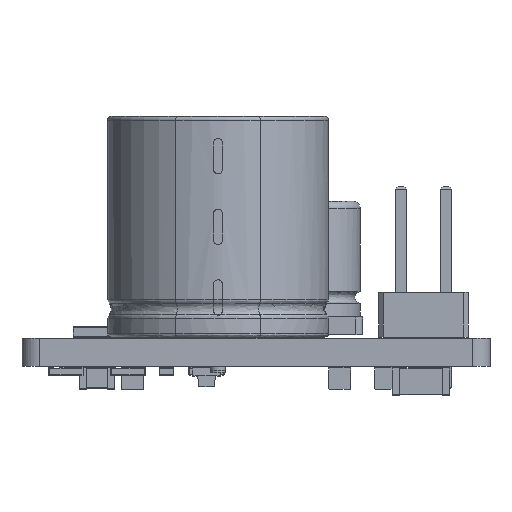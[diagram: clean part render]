
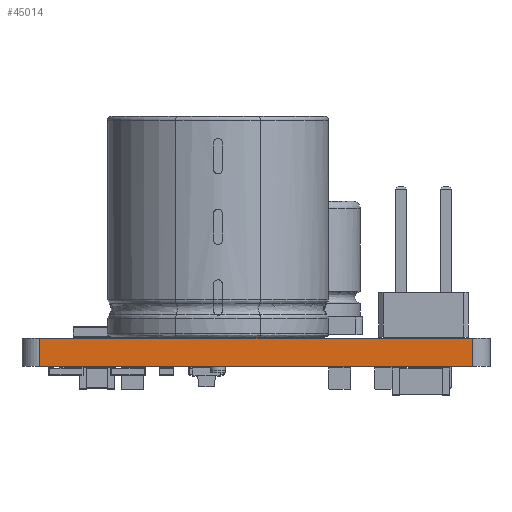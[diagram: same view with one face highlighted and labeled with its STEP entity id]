
A CAD part, left-side view. The second image highlights one B-rep face of the part: STEP entity #45014.
In plain terms, the highlighted planar face has unit normal (-1, 0, 0).
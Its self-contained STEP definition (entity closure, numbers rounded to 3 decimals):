
#43111 = CYLINDRICAL_SURFACE('',#43112,1.);
#43112 = AXIS2_PLACEMENT_3D('',#43113,#43114,#43115);
#43113 = CARTESIAN_POINT('',(121.,-78.,0.));
#43114 = DIRECTION('',(-0.,-0.,-1.));
#43115 = DIRECTION('',(1.,0.,-0.));
#43139 = PLANE('',#43140);
#43140 = AXIS2_PLACEMENT_3D('',#43141,#43142,#43143);
#43141 = CARTESIAN_POINT('',(142.375,-90.25,1.6));
#43142 = DIRECTION('',(-0.,-0.,-1.));
#43143 = DIRECTION('',(-1.,0.,0.));
#43193 = PLANE('',#43194);
#43194 = AXIS2_PLACEMENT_3D('',#43195,#43196,#43197);
#43195 = CARTESIAN_POINT('',(142.375,-90.25,0.));
#43196 = DIRECTION('',(-0.,-0.,-1.));
#43197 = DIRECTION('',(-1.,0.,0.));
#43210 = VERTEX_POINT('',#43211);
#43211 = CARTESIAN_POINT('',(120.,-78.,1.6));
#43237 = EDGE_CURVE('',#43238,#43210,#43240,.T.);
#43238 = VERTEX_POINT('',#43239);
#43239 = CARTESIAN_POINT('',(120.,-78.,0.));
#43240 = SURFACE_CURVE('',#43241,(#43245,#43252),.PCURVE_S1.);
#43241 = LINE('',#43242,#43243);
#43242 = CARTESIAN_POINT('',(120.,-78.,0.));
#43243 = VECTOR('',#43244,1.);
#43244 = DIRECTION('',(0.,0.,1.));
#43245 = PCURVE('',#43111,#43246);
#43246 = DEFINITIONAL_REPRESENTATION('',(#43247),#43251);
#43247 = LINE('',#43248,#43249);
#43248 = CARTESIAN_POINT('',(-3.142,0.));
#43249 = VECTOR('',#43250,1.);
#43250 = DIRECTION('',(-0.,-1.));
#43251 = ( GEOMETRIC_REPRESENTATION_CONTEXT(2) 
PARAMETRIC_REPRESENTATION_CONTEXT() REPRESENTATION_CONTEXT('2D SPACE',''
  ) );
#43252 = PCURVE('',#43253,#43258);
#43253 = PLANE('',#43254);
#43254 = AXIS2_PLACEMENT_3D('',#43255,#43256,#43257);
#43255 = CARTESIAN_POINT('',(120.,-102.5,0.));
#43256 = DIRECTION('',(-1.,0.,0.));
#43257 = DIRECTION('',(0.,1.,0.));
#43258 = DEFINITIONAL_REPRESENTATION('',(#43259),#43263);
#43259 = LINE('',#43260,#43261);
#43260 = CARTESIAN_POINT('',(24.5,0.));
#43261 = VECTOR('',#43262,1.);
#43262 = DIRECTION('',(0.,-1.));
#43263 = ( GEOMETRIC_REPRESENTATION_CONTEXT(2) 
PARAMETRIC_REPRESENTATION_CONTEXT() REPRESENTATION_CONTEXT('2D SPACE',''
  ) );
#43467 = VERTEX_POINT('',#43468);
#43468 = CARTESIAN_POINT('',(120.,-102.5,0.));
#43487 = CYLINDRICAL_SURFACE('',#43488,1.);
#43488 = AXIS2_PLACEMENT_3D('',#43489,#43490,#43491);
#43489 = CARTESIAN_POINT('',(121.,-102.5,0.));
#43490 = DIRECTION('',(-0.,-0.,-1.));
#43491 = DIRECTION('',(1.,0.,-0.));
#43499 = EDGE_CURVE('',#43467,#43238,#43500,.T.);
#43500 = SURFACE_CURVE('',#43501,(#43505,#43512),.PCURVE_S1.);
#43501 = LINE('',#43502,#43503);
#43502 = CARTESIAN_POINT('',(120.,-102.5,0.));
#43503 = VECTOR('',#43504,1.);
#43504 = DIRECTION('',(0.,1.,0.));
#43505 = PCURVE('',#43193,#43506);
#43506 = DEFINITIONAL_REPRESENTATION('',(#43507),#43511);
#43507 = LINE('',#43508,#43509);
#43508 = CARTESIAN_POINT('',(22.375,-12.25));
#43509 = VECTOR('',#43510,1.);
#43510 = DIRECTION('',(0.,1.));
#43511 = ( GEOMETRIC_REPRESENTATION_CONTEXT(2) 
PARAMETRIC_REPRESENTATION_CONTEXT() REPRESENTATION_CONTEXT('2D SPACE',''
  ) );
#43512 = PCURVE('',#43253,#43513);
#43513 = DEFINITIONAL_REPRESENTATION('',(#43514),#43518);
#43514 = LINE('',#43515,#43516);
#43515 = CARTESIAN_POINT('',(0.,0.));
#43516 = VECTOR('',#43517,1.);
#43517 = DIRECTION('',(1.,0.));
#43518 = ( GEOMETRIC_REPRESENTATION_CONTEXT(2) 
PARAMETRIC_REPRESENTATION_CONTEXT() REPRESENTATION_CONTEXT('2D SPACE',''
  ) );
#44336 = VERTEX_POINT('',#44337);
#44337 = CARTESIAN_POINT('',(120.,-102.5,1.6));
#44363 = EDGE_CURVE('',#44336,#43210,#44364,.T.);
#44364 = SURFACE_CURVE('',#44365,(#44369,#44376),.PCURVE_S1.);
#44365 = LINE('',#44366,#44367);
#44366 = CARTESIAN_POINT('',(120.,-102.5,1.6));
#44367 = VECTOR('',#44368,1.);
#44368 = DIRECTION('',(0.,1.,0.));
#44369 = PCURVE('',#43139,#44370);
#44370 = DEFINITIONAL_REPRESENTATION('',(#44371),#44375);
#44371 = LINE('',#44372,#44373);
#44372 = CARTESIAN_POINT('',(22.375,-12.25));
#44373 = VECTOR('',#44374,1.);
#44374 = DIRECTION('',(0.,1.));
#44375 = ( GEOMETRIC_REPRESENTATION_CONTEXT(2) 
PARAMETRIC_REPRESENTATION_CONTEXT() REPRESENTATION_CONTEXT('2D SPACE',''
  ) );
#44376 = PCURVE('',#43253,#44377);
#44377 = DEFINITIONAL_REPRESENTATION('',(#44378),#44382);
#44378 = LINE('',#44379,#44380);
#44379 = CARTESIAN_POINT('',(0.,-1.6));
#44380 = VECTOR('',#44381,1.);
#44381 = DIRECTION('',(1.,0.));
#44382 = ( GEOMETRIC_REPRESENTATION_CONTEXT(2) 
PARAMETRIC_REPRESENTATION_CONTEXT() REPRESENTATION_CONTEXT('2D SPACE',''
  ) );
#45014 = ADVANCED_FACE('',(#45015),#43253,.T.);
#45015 = FACE_BOUND('',#45016,.T.);
#45016 = EDGE_LOOP('',(#45017,#45038,#45039,#45040));
#45017 = ORIENTED_EDGE('',*,*,#45018,.T.);
#45018 = EDGE_CURVE('',#43467,#44336,#45019,.T.);
#45019 = SURFACE_CURVE('',#45020,(#45024,#45031),.PCURVE_S1.);
#45020 = LINE('',#45021,#45022);
#45021 = CARTESIAN_POINT('',(120.,-102.5,0.));
#45022 = VECTOR('',#45023,1.);
#45023 = DIRECTION('',(0.,0.,1.));
#45024 = PCURVE('',#43253,#45025);
#45025 = DEFINITIONAL_REPRESENTATION('',(#45026),#45030);
#45026 = LINE('',#45027,#45028);
#45027 = CARTESIAN_POINT('',(0.,0.));
#45028 = VECTOR('',#45029,1.);
#45029 = DIRECTION('',(0.,-1.));
#45030 = ( GEOMETRIC_REPRESENTATION_CONTEXT(2) 
PARAMETRIC_REPRESENTATION_CONTEXT() REPRESENTATION_CONTEXT('2D SPACE',''
  ) );
#45031 = PCURVE('',#43487,#45032);
#45032 = DEFINITIONAL_REPRESENTATION('',(#45033),#45037);
#45033 = LINE('',#45034,#45035);
#45034 = CARTESIAN_POINT('',(-3.142,0.));
#45035 = VECTOR('',#45036,1.);
#45036 = DIRECTION('',(-0.,-1.));
#45037 = ( GEOMETRIC_REPRESENTATION_CONTEXT(2) 
PARAMETRIC_REPRESENTATION_CONTEXT() REPRESENTATION_CONTEXT('2D SPACE',''
  ) );
#45038 = ORIENTED_EDGE('',*,*,#44363,.T.);
#45039 = ORIENTED_EDGE('',*,*,#43237,.F.);
#45040 = ORIENTED_EDGE('',*,*,#43499,.F.);
